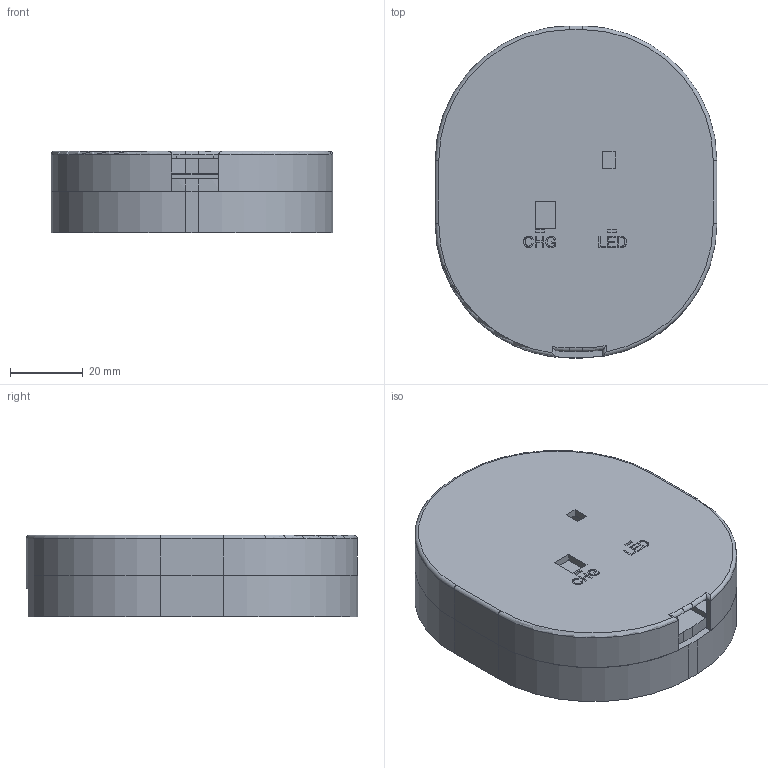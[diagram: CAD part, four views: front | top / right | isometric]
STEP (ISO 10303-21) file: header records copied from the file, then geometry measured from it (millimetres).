
FILE_DESCRIPTION(/* description */ (''),/* implementation_level */ '2;1');
FILE_NAME(/* name */ 'ESPHolder V2.step',/* time_stamp */ '2025-05-05T21:43:48+02:00',/* author */ (''),/* organization */ (''),/* preprocessor_version */ 'ST-DEVELOPER v20.1',/* originating_system */ 'Autodesk Translation Framework v14.4.0.0',/* authorisation */ '');
FILE_SCHEMA (('AUTOMOTIVE_DESIGN { 1 0 10303 214 3 1 1 }'));
Length unit declared in the file: millimetre
Products named in the file (1): HeadphoneCover
Bounding box: 77.5 x 91.28 x 22.45 mm (x, y, z)
Volume: 71804.6 mm3; surface area: 46502.6 mm2
Topology: 9 solids, 9 shells, 398 faces, 1065 edges, 700 vertices
Faces by surface type: plane 221, bspline 118, cylinder 53, torus 6
Full cylindrical faces by diameter (mm): 4.4 x8, 4.45 x4, 5.49 x4
Entity records: 13570 total; most frequent: CARTESIAN_POINT 4222, ORIENTED_EDGE 2130, DIRECTION 1501, EDGE_CURVE 1065, LINE 711, VECTOR 711, VERTEX_POINT 700, EDGE_LOOP 455
